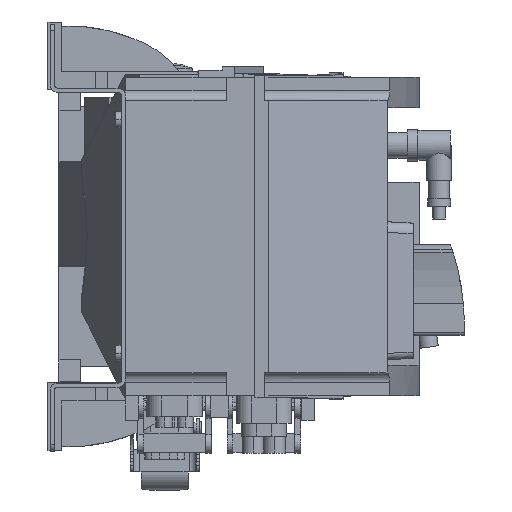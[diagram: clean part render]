
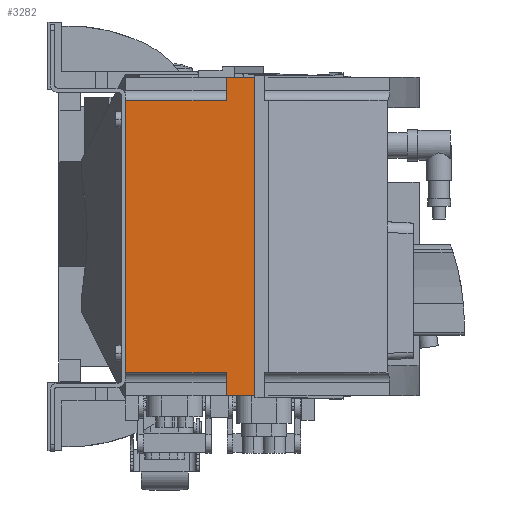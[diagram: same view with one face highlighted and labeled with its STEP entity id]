
A CAD part, left-side view. The second image highlights one B-rep face of the part: STEP entity #3282.
In plain terms, the highlighted planar face has unit normal (-1, 0, 0).
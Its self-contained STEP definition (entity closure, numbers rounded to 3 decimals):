
#3282=ADVANCED_FACE('',(#6897),#6898,.T.);
#6897=FACE_OUTER_BOUND('',#10734,.T.);
#6898=PLANE('',#10735);
#10734=EDGE_LOOP('',(#20867,#20868,#20869,#20870,#20871,#20872,#20873,#20874));
#10735=AXIS2_PLACEMENT_3D('',#20875,#20876,#20877);
#20867=ORIENTED_EDGE('',*,*,#26720,.T.);
#20868=ORIENTED_EDGE('',*,*,#26771,.T.);
#20869=ORIENTED_EDGE('',*,*,#26327,.T.);
#20870=ORIENTED_EDGE('',*,*,#26772,.T.);
#20871=ORIENTED_EDGE('',*,*,#26773,.T.);
#20872=ORIENTED_EDGE('',*,*,#26471,.F.);
#20873=ORIENTED_EDGE('',*,*,#26774,.T.);
#20874=ORIENTED_EDGE('',*,*,#26767,.T.);
#20875=CARTESIAN_POINT('',(-288.2,-47.5,-84.6));
#20876=DIRECTION('',(-1.0,0.0,0.0));
#20877=DIRECTION('',(0.0,-1.0,0.0));
#26327=EDGE_CURVE('',#32550,#32548,#32551,.T.);
#26471=EDGE_CURVE('',#32791,#32793,#32794,.T.);
#26720=EDGE_CURVE('',#33144,#33142,#33145,.T.);
#26767=EDGE_CURVE('',#33214,#33144,#33215,.T.);
#26771=EDGE_CURVE('',#33142,#32550,#33220,.T.);
#26772=EDGE_CURVE('',#32548,#33221,#33222,.T.);
#26773=EDGE_CURVE('',#33221,#32793,#33223,.T.);
#26774=EDGE_CURVE('',#32791,#33214,#33224,.T.);
#32548=VERTEX_POINT('',#44379);
#32550=VERTEX_POINT('',#44382);
#32551=LINE('',#44383,#44384);
#32791=VERTEX_POINT('',#44726);
#32793=VERTEX_POINT('',#44729);
#32794=LINE('',#44730,#44731);
#33142=VERTEX_POINT('',#45190);
#33144=VERTEX_POINT('',#45193);
#33145=LINE('',#45194,#45195);
#33214=VERTEX_POINT('',#45349);
#33215=LINE('',#45350,#45351);
#33220=LINE('',#45357,#45358);
#33221=VERTEX_POINT('',#45359);
#33222=LINE('',#45360,#45361);
#33223=LINE('',#45362,#45363);
#33224=LINE('',#45364,#45365);
#44379=CARTESIAN_POINT('',(-288.2,-84.0,-15.1));
#44382=CARTESIAN_POINT('',(-288.2,-97.5,-15.1));
#44383=CARTESIAN_POINT('',(-288.2,-64.737,-15.1));
#44384=VECTOR('',#50776,1.0);
#44726=CARTESIAN_POINT('',(-288.2,-36.5,-154.2));
#44729=CARTESIAN_POINT('',(-288.2,-36.5,-26.0));
#44730=CARTESIAN_POINT('',(-288.2,-36.5,-87.35));
#44731=VECTOR('',#50928,1.0);
#45190=CARTESIAN_POINT('',(-288.2,-97.5,-165.1));
#45193=CARTESIAN_POINT('',(-288.2,-84.0,-165.1));
#45194=CARTESIAN_POINT('',(-288.2,-64.737,-165.1));
#45195=VECTOR('',#51245,1.0);
#45349=CARTESIAN_POINT('',(-288.2,-84.0,-154.2));
#45350=CARTESIAN_POINT('',(-288.2,-84.0,-124.15));
#45351=VECTOR('',#51282,1.0);
#45357=CARTESIAN_POINT('',(-288.2,-97.5,-84.6));
#45358=VECTOR('',#51287,1.0);
#45359=CARTESIAN_POINT('',(-288.2,-84.0,-26.0));
#45360=CARTESIAN_POINT('',(-288.2,-84.0,-50.55));
#45361=VECTOR('',#51288,1.0);
#45362=CARTESIAN_POINT('',(-288.2,-28.25,-26.0));
#45363=VECTOR('',#51289,1.0);
#45364=CARTESIAN_POINT('',(-288.2,-28.25,-154.2));
#45365=VECTOR('',#51290,1.0);
#50776=DIRECTION('',(0.0,1.0,0.0));
#50928=DIRECTION('',(0.0,0.0,1.0));
#51245=DIRECTION('',(-0.0,-1.0,-0.0));
#51282=DIRECTION('',(-0.0,-0.0,-1.0));
#51287=DIRECTION('',(0.0,0.0,1.0));
#51288=DIRECTION('',(-0.0,-0.0,-1.0));
#51289=DIRECTION('',(0.0,1.0,-0.0));
#51290=DIRECTION('',(-0.0,-1.0,-0.0));
